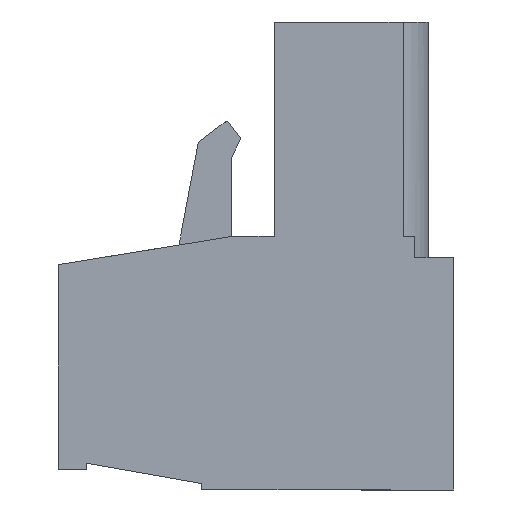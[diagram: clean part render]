
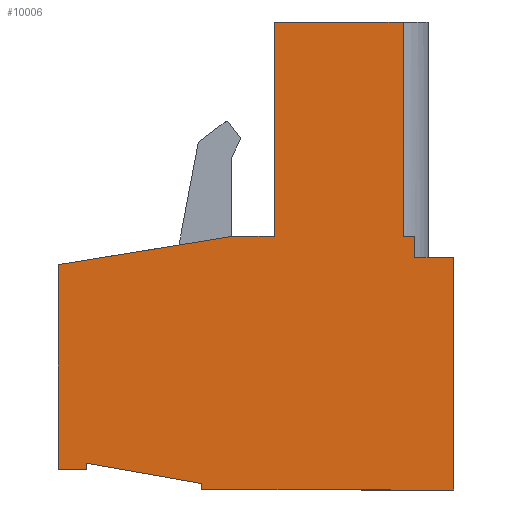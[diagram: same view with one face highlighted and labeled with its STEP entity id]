
A CAD part, left-side view. The second image highlights one B-rep face of the part: STEP entity #10006.
In plain terms, the highlighted planar face has unit normal (-1, 0, 0).
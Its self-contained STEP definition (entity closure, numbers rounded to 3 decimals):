
#42 = EDGE_CURVE ( 'NONE', #2928, #9129, #8859, .T. ) ;
#81 = VECTOR ( 'NONE', #2564, 1000. ) ;
#233 = CARTESIAN_POINT ( 'NONE',  ( 0., 9.77, -8.75 ) ) ;
#380 = EDGE_CURVE ( 'NONE', #1081, #10682, #977, .T. ) ;
#639 = VECTOR ( 'NONE', #7832, 1000. ) ;
#674 = CARTESIAN_POINT ( 'NONE',  ( 0., 14.24, -8.2 ) ) ;
#770 = ORIENTED_EDGE ( 'NONE', *, *, #6974, .F. ) ;
#848 = EDGE_CURVE ( 'NONE', #9263, #6852, #1242, .T. ) ;
#909 = VECTOR ( 'NONE', #1754, 1000. ) ;
#977 = LINE ( 'NONE', #233, #6434 ) ;
#997 = CARTESIAN_POINT ( 'NONE',  ( 0., 14.24, -8.2 ) ) ;
#1081 = VERTEX_POINT ( 'NONE', #9491 ) ;
#1133 = EDGE_CURVE ( 'NONE', #4667, #5026, #7607, .T. ) ;
#1149 = EDGE_CURVE ( 'NONE', #6852, #1733, #7335, .T. ) ;
#1183 = EDGE_CURVE ( 'NONE', #8196, #7127, #2970, .T. ) ;
#1242 = LINE ( 'NONE', #3156, #5334 ) ;
#1540 = DIRECTION ( 'NONE',  ( 0., 0., -1. ) ) ;
#1574 = CARTESIAN_POINT ( 'NONE',  ( 0., 14.24, -7.96 ) ) ;
#1652 = DIRECTION ( 'NONE',  ( 0., -1., 0. ) ) ;
#1684 = VECTOR ( 'NONE', #2443, 1000. ) ;
#1703 = CARTESIAN_POINT ( 'NONE',  ( 0., 1.51, 0.85 ) ) ;
#1705 = PLANE ( 'NONE',  #3008 ) ;
#1733 = VERTEX_POINT ( 'NONE', #6295 ) ;
#1748 = CARTESIAN_POINT ( 'NONE',  ( 0., 1.96, 9.15 ) ) ;
#1754 = DIRECTION ( 'NONE',  ( 0., 0., 1. ) ) ;
#1902 = ORIENTED_EDGE ( 'NONE', *, *, #5093, .F. ) ;
#2085 = CARTESIAN_POINT ( 'NONE',  ( 0., 9.77, -9. ) ) ;
#2130 = LINE ( 'NONE', #5192, #81 ) ;
#2169 = VERTEX_POINT ( 'NONE', #10271 ) ;
#2443 = DIRECTION ( 'NONE',  ( 0., 0., -1. ) ) ;
#2564 = DIRECTION ( 'NONE',  ( 0., -1., 0. ) ) ;
#2577 = DIRECTION ( 'NONE',  ( 0., 0., -1. ) ) ;
#2669 = CARTESIAN_POINT ( 'NONE',  ( 0., 14.24, -7.96 ) ) ;
#2692 = VECTOR ( 'NONE', #8783, 1000. ) ;
#2810 = ORIENTED_EDGE ( 'NONE', *, *, #6871, .F. ) ;
#2928 = VERTEX_POINT ( 'NONE', #1703 ) ;
#2970 = LINE ( 'NONE', #8648, #6776 ) ;
#3008 = AXIS2_PLACEMENT_3D ( 'NONE', #11179, #7785, #2577 ) ;
#3119 = CARTESIAN_POINT ( 'NONE',  ( 0., 6.96, 0.85 ) ) ;
#3156 = CARTESIAN_POINT ( 'NONE',  ( 0., 8.49, 0.85 ) ) ;
#3575 = VECTOR ( 'NONE', #3766, 1000. ) ;
#3766 = DIRECTION ( 'NONE',  ( 0., -0.987, 0.16 ) ) ;
#3848 = LINE ( 'NONE', #8957, #3575 ) ;
#3983 = LINE ( 'NONE', #1574, #1684 ) ;
#4027 = VECTOR ( 'NONE', #5597, 1000. ) ;
#4080 = EDGE_CURVE ( 'NONE', #9537, #2169, #7729, .T. ) ;
#4541 = ORIENTED_EDGE ( 'NONE', *, *, #10136, .F. ) ;
#4667 = VERTEX_POINT ( 'NONE', #10209 ) ;
#4703 = EDGE_LOOP ( 'NONE', ( #2810, #10725, #5929, #5097, #1902, #7194, #11009, #6056, #9220, #4541, #770, #5056, #7558, #6402, #9145 ) ) ;
#4830 = CARTESIAN_POINT ( 'NONE',  ( 0., 8.49, 0.85 ) ) ;
#5026 = VERTEX_POINT ( 'NONE', #8958 ) ;
#5056 = ORIENTED_EDGE ( 'NONE', *, *, #380, .F. ) ;
#5091 = LINE ( 'NONE', #9185, #8860 ) ;
#5093 = EDGE_CURVE ( 'NONE', #1733, #9537, #7562, .T. ) ;
#5097 = ORIENTED_EDGE ( 'NONE', *, *, #4080, .F. ) ;
#5192 = CARTESIAN_POINT ( 'NONE',  ( 0., 1.96, 0.85 ) ) ;
#5288 = DIRECTION ( 'NONE',  ( 0., 0., -1. ) ) ;
#5293 = LINE ( 'NONE', #997, #9336 ) ;
#5334 = VECTOR ( 'NONE', #1652, 1000. ) ;
#5472 = CARTESIAN_POINT ( 'NONE',  ( 0., 1.51, 0. ) ) ;
#5597 = DIRECTION ( 'NONE',  ( 0., 0., 1. ) ) ;
#5673 = DIRECTION ( 'NONE',  ( 0., -1., 0. ) ) ;
#5676 = VECTOR ( 'NONE', #1540, 1000. ) ;
#5743 = DIRECTION ( 'NONE',  ( 0., -1., 0. ) ) ;
#5755 = VERTEX_POINT ( 'NONE', #674 ) ;
#5760 = CARTESIAN_POINT ( 'NONE',  ( 0., 0., 0. ) ) ;
#5929 = ORIENTED_EDGE ( 'NONE', *, *, #10619, .F. ) ;
#6056 = ORIENTED_EDGE ( 'NONE', *, *, #7493, .F. ) ;
#6079 = LINE ( 'NONE', #2085, #4027 ) ;
#6083 = CARTESIAN_POINT ( 'NONE',  ( 0., 6.96, 0.85 ) ) ;
#6241 = VERTEX_POINT ( 'NONE', #5760 ) ;
#6295 = CARTESIAN_POINT ( 'NONE',  ( 0., 6.96, 9.15 ) ) ;
#6335 = DIRECTION ( 'NONE',  ( 0., 0.985, 0.174 ) ) ;
#6402 = ORIENTED_EDGE ( 'NONE', *, *, #1133, .F. ) ;
#6434 = VECTOR ( 'NONE', #6335, 1000. ) ;
#6776 = VECTOR ( 'NONE', #8614, 1000. ) ;
#6852 = VERTEX_POINT ( 'NONE', #3119 ) ;
#6871 = EDGE_CURVE ( 'NONE', #9129, #6241, #5091, .T. ) ;
#6974 = EDGE_CURVE ( 'NONE', #10682, #5755, #3983, .T. ) ;
#7102 = DIRECTION ( 'NONE',  ( 0., 1., 0. ) ) ;
#7127 = VERTEX_POINT ( 'NONE', #11026 ) ;
#7194 = ORIENTED_EDGE ( 'NONE', *, *, #1149, .F. ) ;
#7291 = VECTOR ( 'NONE', #5673, 1000. ) ;
#7335 = LINE ( 'NONE', #6083, #909 ) ;
#7493 = EDGE_CURVE ( 'NONE', #7127, #9263, #3848, .T. ) ;
#7558 = ORIENTED_EDGE ( 'NONE', *, *, #10902, .F. ) ;
#7562 = LINE ( 'NONE', #9976, #7291 ) ;
#7607 = LINE ( 'NONE', #9556, #639 ) ;
#7729 = LINE ( 'NONE', #11024, #5676 ) ;
#7785 = DIRECTION ( 'NONE',  ( 1., 0., 0. ) ) ;
#7832 = DIRECTION ( 'NONE',  ( 0., 1., 0. ) ) ;
#7925 = CARTESIAN_POINT ( 'NONE',  ( 0., 0., 0. ) ) ;
#8196 = VERTEX_POINT ( 'NONE', #8300 ) ;
#8300 = CARTESIAN_POINT ( 'NONE',  ( 0., 15.33, -8.2 ) ) ;
#8391 = FACE_OUTER_BOUND ( 'NONE', #4703, .T. ) ;
#8614 = DIRECTION ( 'NONE',  ( 0., 0., 1. ) ) ;
#8648 = CARTESIAN_POINT ( 'NONE',  ( 0., 15.33, -8.2 ) ) ;
#8783 = DIRECTION ( 'NONE',  ( 0., 0., -1. ) ) ;
#8859 = LINE ( 'NONE', #10334, #11138 ) ;
#8860 = VECTOR ( 'NONE', #5743, 1000. ) ;
#8957 = CARTESIAN_POINT ( 'NONE',  ( 0., 15.33, -0.26 ) ) ;
#8958 = CARTESIAN_POINT ( 'NONE',  ( 0., 9.77, -9. ) ) ;
#9129 = VERTEX_POINT ( 'NONE', #5472 ) ;
#9145 = ORIENTED_EDGE ( 'NONE', *, *, #10113, .F. ) ;
#9185 = CARTESIAN_POINT ( 'NONE',  ( 0., 1.51, 0. ) ) ;
#9220 = ORIENTED_EDGE ( 'NONE', *, *, #1183, .F. ) ;
#9263 = VERTEX_POINT ( 'NONE', #4830 ) ;
#9336 = VECTOR ( 'NONE', #7102, 1000. ) ;
#9491 = CARTESIAN_POINT ( 'NONE',  ( 0., 9.77, -8.75 ) ) ;
#9537 = VERTEX_POINT ( 'NONE', #1748 ) ;
#9556 = CARTESIAN_POINT ( 'NONE',  ( 0., 0., -9. ) ) ;
#9607 = LINE ( 'NONE', #7925, #2692 ) ;
#9976 = CARTESIAN_POINT ( 'NONE',  ( 0., 6.96, 9.15 ) ) ;
#10006 = ADVANCED_FACE ( 'NONE', ( #8391 ), #1705, .F. ) ;
#10113 = EDGE_CURVE ( 'NONE', #6241, #4667, #9607, .T. ) ;
#10136 = EDGE_CURVE ( 'NONE', #5755, #8196, #5293, .T. ) ;
#10209 = CARTESIAN_POINT ( 'NONE',  ( 0., 0., -9. ) ) ;
#10271 = CARTESIAN_POINT ( 'NONE',  ( 0., 1.96, 0.85 ) ) ;
#10334 = CARTESIAN_POINT ( 'NONE',  ( 0., 1.51, 0.85 ) ) ;
#10619 = EDGE_CURVE ( 'NONE', #2169, #2928, #2130, .T. ) ;
#10682 = VERTEX_POINT ( 'NONE', #2669 ) ;
#10725 = ORIENTED_EDGE ( 'NONE', *, *, #42, .F. ) ;
#10902 = EDGE_CURVE ( 'NONE', #5026, #1081, #6079, .T. ) ;
#11009 = ORIENTED_EDGE ( 'NONE', *, *, #848, .F. ) ;
#11024 = CARTESIAN_POINT ( 'NONE',  ( 0., 1.96, 9.15 ) ) ;
#11026 = CARTESIAN_POINT ( 'NONE',  ( 0., 15.33, -0.26 ) ) ;
#11138 = VECTOR ( 'NONE', #5288, 1000. ) ;
#11179 = CARTESIAN_POINT ( 'NONE',  ( 0., 0., 0. ) ) ;
